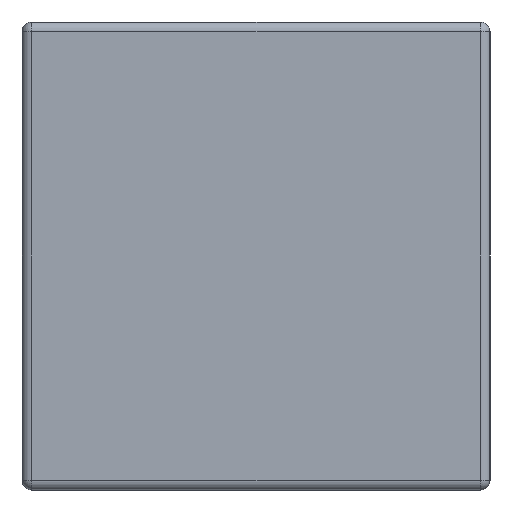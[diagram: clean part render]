
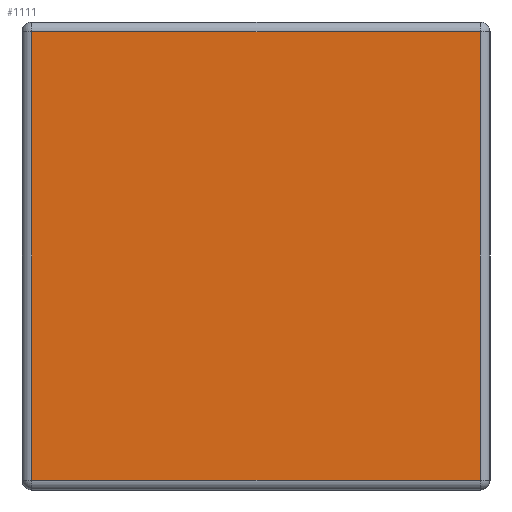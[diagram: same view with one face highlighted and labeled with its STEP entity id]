
A CAD part, left-side view. The second image highlights one B-rep face of the part: STEP entity #1111.
In plain terms, the highlighted planar face has unit normal (-1, 0, 0).
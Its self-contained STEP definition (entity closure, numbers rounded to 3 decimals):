
#92 = CARTESIAN_POINT ( 'NONE',  ( 0., 0.539, -0.011 ) ) ;
#170 = CARTESIAN_POINT ( 'NONE',  ( 0., 0., 0. ) ) ;
#375 = CARTESIAN_POINT ( 'NONE',  ( 0., 0.011, -0.539 ) ) ;
#580 = LINE ( 'NONE', #4563, #2577 ) ;
#643 = VERTEX_POINT ( 'NONE', #92 ) ;
#771 = VECTOR ( 'NONE', #3510, 1000. ) ;
#1111 = ADVANCED_FACE ( 'NONE', ( #3198 ), #3499, .T. ) ;
#1184 = ORIENTED_EDGE ( 'NONE', *, *, #3696, .T. ) ;
#1219 = DIRECTION ( 'NONE',  ( 0., -1., 0. ) ) ;
#1328 = VECTOR ( 'NONE', #1449, 1000. ) ;
#1449 = DIRECTION ( 'NONE',  ( 0., 1., 0. ) ) ;
#1476 = VERTEX_POINT ( 'NONE', #1745 ) ;
#1658 = DIRECTION ( 'NONE',  ( 0., 0., 1. ) ) ;
#1745 = CARTESIAN_POINT ( 'NONE',  ( 0., 0.539, -0.539 ) ) ;
#1748 = ORIENTED_EDGE ( 'NONE', *, *, #2284, .T. ) ;
#1787 = EDGE_CURVE ( 'NONE', #643, #1476, #580, .T. ) ;
#1900 = AXIS2_PLACEMENT_3D ( 'NONE', #170, #4235, #1658 ) ;
#2013 = LINE ( 'NONE', #3536, #771 ) ;
#2149 = LINE ( 'NONE', #4313, #1328 ) ;
#2284 = EDGE_CURVE ( 'NONE', #1476, #2994, #3437, .T. ) ;
#2577 = VECTOR ( 'NONE', #4191, 1000. ) ;
#2628 = EDGE_CURVE ( 'NONE', #3308, #643, #2149, .T. ) ;
#2994 = VERTEX_POINT ( 'NONE', #375 ) ;
#3098 = CARTESIAN_POINT ( 'NONE',  ( 0., 0., -0.539 ) ) ;
#3118 = EDGE_LOOP ( 'NONE', ( #1748, #1184, #3142, #3787 ) ) ;
#3142 = ORIENTED_EDGE ( 'NONE', *, *, #2628, .T. ) ;
#3198 = FACE_OUTER_BOUND ( 'NONE', #3118, .T. ) ;
#3308 = VERTEX_POINT ( 'NONE', #3467 ) ;
#3437 = LINE ( 'NONE', #3098, #4177 ) ;
#3467 = CARTESIAN_POINT ( 'NONE',  ( 0., 0.011, -0.011 ) ) ;
#3499 = PLANE ( 'NONE',  #1900 ) ;
#3510 = DIRECTION ( 'NONE',  ( 0., 0., 1. ) ) ;
#3536 = CARTESIAN_POINT ( 'NONE',  ( 0., 0.011, 0. ) ) ;
#3696 = EDGE_CURVE ( 'NONE', #2994, #3308, #2013, .T. ) ;
#3787 = ORIENTED_EDGE ( 'NONE', *, *, #1787, .T. ) ;
#4177 = VECTOR ( 'NONE', #1219, 1000. ) ;
#4191 = DIRECTION ( 'NONE',  ( 0., 0., -1. ) ) ;
#4235 = DIRECTION ( 'NONE',  ( -1., 0., 0. ) ) ;
#4313 = CARTESIAN_POINT ( 'NONE',  ( 0., 0.55, -0.011 ) ) ;
#4563 = CARTESIAN_POINT ( 'NONE',  ( 0., 0.539, -0.55 ) ) ;
